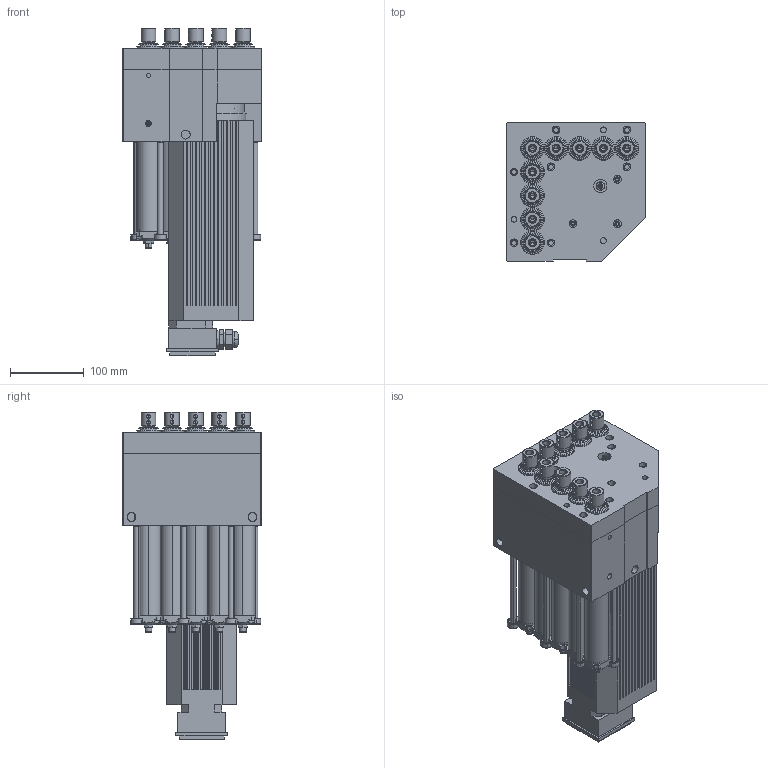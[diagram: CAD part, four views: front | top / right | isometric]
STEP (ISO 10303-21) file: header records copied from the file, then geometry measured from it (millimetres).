
FILE_DESCRIPTION (( 'STEP AP203' ), '1' );
FILE_NAME ('9晶眻3D.STEP', '2021-05-20T02:06:21', ( '' ), ( '' ), 'SwSTEP 2.0', 'SolidWorks 2019', '' );
FILE_SCHEMA (( 'CONFIG_CONTROL_DESIGN' ));
Length unit declared in the file: millimetre
Products named in the file (70): DZX-1048; 諉芛; DZX-1051; 9晶眻3D; DZX-1041; DZX-1055; DZX-1057; DZX-1056; JB／T7940．1-1995直通式压注油杯10; DZX-1042; 萇儂
Assembly tree (59 placements, depth 2):
  DZX-1048
  諉芛
  DZX-1051
  9晶眻3D
    DZX-1056
    DZX-1057
    DZX-1048  x9
    DZX-1042  x9
    JB／T7940．1-1995直通式压注油杯10
    DZX-1041  x9
    DZX-1051  x9
    DZX-1055  x10
    諉芛  x9
    萇儂
  DZX-1048
Bounding box: 188 x 188 x 443.6 mm (x, y, z)
Volume: 6299301.9 mm3; surface area: 1174632.9 mm2
Topology: 59 solids, 59 shells, 3799 faces, 9418 edges, 5970 vertices
Faces by surface type: cylinder 1713, plane 1389, cone 617, torus 80
Entity records: 39686 total; most frequent: CARTESIAN_POINT 6222, DIRECTION 5929, ORIENTED_EDGE 5292, EDGE_CURVE 2646, AXIS2_PLACEMENT_3D 2240, VERTEX_POINT 1713, LINE 1449, VECTOR 1449
